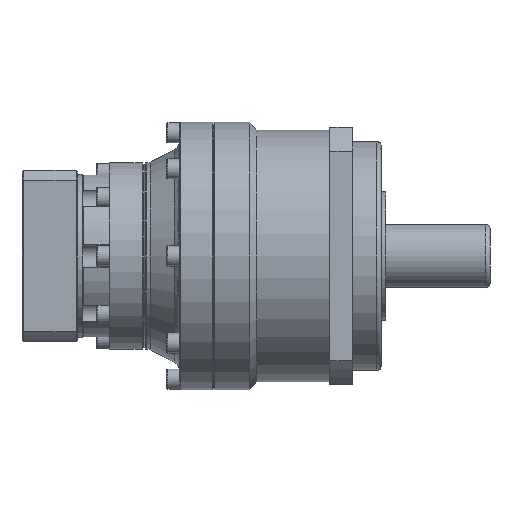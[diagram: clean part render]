
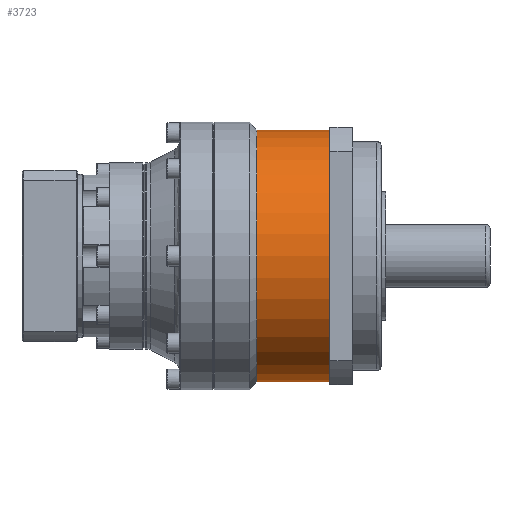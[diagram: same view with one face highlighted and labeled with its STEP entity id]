
A CAD part, front view. The second image highlights one B-rep face of the part: STEP entity #3723.
In plain terms, the highlighted cylindrical face has radius 44 mm (diameter 88 mm), a partial arc.
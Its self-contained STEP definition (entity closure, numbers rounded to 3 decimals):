
#613 = VECTOR ( 'NONE', #3809, 1000. ) ;
#971 = CYLINDRICAL_SURFACE ( 'NONE', #3403, 44. ) ;
#1331 = VERTEX_POINT ( 'NONE', #20256 ) ;
#1592 = EDGE_CURVE ( 'NONE', #13902, #26102, #26255, .T. ) ;
#3403 = AXIS2_PLACEMENT_3D ( 'NONE', #28657, #28880, #26805 ) ;
#3564 = AXIS2_PLACEMENT_3D ( 'NONE', #23826, #9050, #26309 ) ;
#3701 = CARTESIAN_POINT ( 'NONE',  ( -68.75, 0., -44. ) ) ;
#3723 = ADVANCED_FACE ( 'NONE', ( #29670 ), #971, .T. ) ;
#3809 = DIRECTION ( 'NONE',  ( -1., 0., 0. ) ) ;
#9050 = DIRECTION ( 'NONE',  ( -1., 0., 0. ) ) ;
#11750 = ORIENTED_EDGE ( 'NONE', *, *, #1592, .F. ) ;
#11869 = EDGE_LOOP ( 'NONE', ( #11750, #23220, #24356, #15813 ) ) ;
#12169 = LINE ( 'NONE', #25961, #25340 ) ;
#12840 = DIRECTION ( 'NONE',  ( 1., 0., 0. ) ) ;
#13902 = VERTEX_POINT ( 'NONE', #29989 ) ;
#14388 = EDGE_CURVE ( 'NONE', #1331, #26102, #30184, .T. ) ;
#15813 = ORIENTED_EDGE ( 'NONE', *, *, #14388, .T. ) ;
#17004 = CARTESIAN_POINT ( 'NONE',  ( -56., 0., 44. ) ) ;
#20256 = CARTESIAN_POINT ( 'NONE',  ( -81.5, 0., 44. ) ) ;
#22235 = CIRCLE ( 'NONE', #3564, 44. ) ;
#23220 = ORIENTED_EDGE ( 'NONE', *, *, #27420, .T. ) ;
#23826 = CARTESIAN_POINT ( 'NONE',  ( -56., 0., 0. ) ) ;
#24270 = AXIS2_PLACEMENT_3D ( 'NONE', #27638, #12840, #30076 ) ;
#24356 = ORIENTED_EDGE ( 'NONE', *, *, #29586, .T. ) ;
#25340 = VECTOR ( 'NONE', #30638, 1000. ) ;
#25961 = CARTESIAN_POINT ( 'NONE',  ( -68.75, 0., 44. ) ) ;
#25999 = VERTEX_POINT ( 'NONE', #17004 ) ;
#26102 = VERTEX_POINT ( 'NONE', #29930 ) ;
#26255 = LINE ( 'NONE', #3701, #613 ) ;
#26309 = DIRECTION ( 'NONE',  ( 0., 0., 1. ) ) ;
#26805 = DIRECTION ( 'NONE',  ( 0., 0., 1. ) ) ;
#27420 = EDGE_CURVE ( 'NONE', #13902, #25999, #22235, .T. ) ;
#27638 = CARTESIAN_POINT ( 'NONE',  ( -81.5, 0., 0. ) ) ;
#28657 = CARTESIAN_POINT ( 'NONE',  ( -68.75, 0., 0. ) ) ;
#28880 = DIRECTION ( 'NONE',  ( -1., 0., 0. ) ) ;
#29586 = EDGE_CURVE ( 'NONE', #25999, #1331, #12169, .T. ) ;
#29670 = FACE_OUTER_BOUND ( 'NONE', #11869, .T. ) ;
#29930 = CARTESIAN_POINT ( 'NONE',  ( -81.5, 0., -44. ) ) ;
#29989 = CARTESIAN_POINT ( 'NONE',  ( -56., 0., -44. ) ) ;
#30076 = DIRECTION ( 'NONE',  ( 0., 0., 1. ) ) ;
#30184 = CIRCLE ( 'NONE', #24270, 44. ) ;
#30638 = DIRECTION ( 'NONE',  ( -1., 0., 0. ) ) ;
